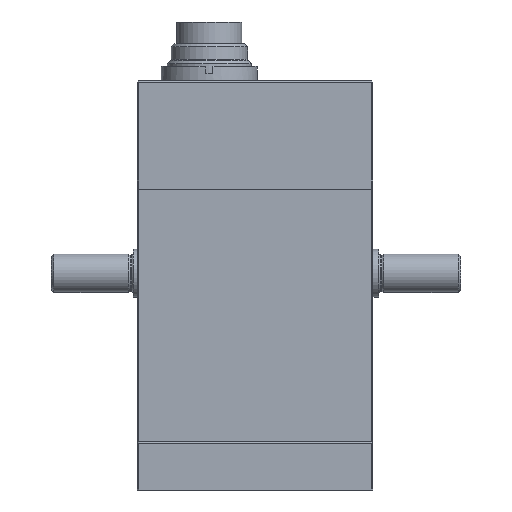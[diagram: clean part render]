
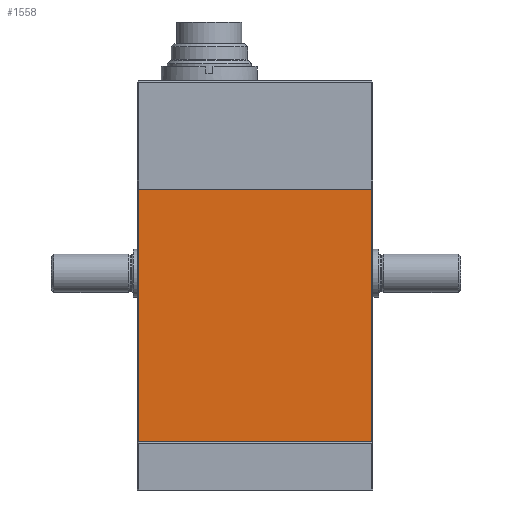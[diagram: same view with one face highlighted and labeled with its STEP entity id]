
A CAD part, left-side view. The second image highlights one B-rep face of the part: STEP entity #1558.
In plain terms, the highlighted planar face has unit normal (-1, 0, 0).
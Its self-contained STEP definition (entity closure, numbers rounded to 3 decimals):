
#1558 = ADVANCED_FACE( '', ( #3107 ), #3108, .F. );
#3107 = FACE_OUTER_BOUND( '', #4628, .T. );
#3108 = PLANE( '', #4629 );
#4628 = EDGE_LOOP( '', ( #7331, #7332, #7333, #7334 ) );
#4629 = AXIS2_PLACEMENT_3D( '', #7335, #7336, #7337 );
#7331 = ORIENTED_EDGE( '', *, *, #8402, .T. );
#7332 = ORIENTED_EDGE( '', *, *, #8159, .T. );
#7333 = ORIENTED_EDGE( '', *, *, #7977, .F. );
#7334 = ORIENTED_EDGE( '', *, *, #8682, .T. );
#7335 = CARTESIAN_POINT( '', ( -16., -24.5, 10. ) );
#7336 = DIRECTION( '', ( 1., 0., 0. ) );
#7337 = DIRECTION( '', ( 0., 0., -1. ) );
#7977 = EDGE_CURVE( '', #9183, #9184, #9185, .T. );
#8159 = EDGE_CURVE( '', #9479, #9184, #9482, .T. );
#8402 = EDGE_CURVE( '', #9839, #9479, #9840, .T. );
#8682 = EDGE_CURVE( '', #9183, #9839, #10228, .T. );
#9183 = VERTEX_POINT( '', #10829 );
#9184 = VERTEX_POINT( '', #10830 );
#9185 = LINE( '', #10831, #10832 );
#9479 = VERTEX_POINT( '', #11197 );
#9482 = LINE( '', #11202, #11203 );
#9839 = VERTEX_POINT( '', #11623 );
#9840 = LINE( '', #11624, #11625 );
#10228 = LINE( '', #12096, #12097 );
#10829 = CARTESIAN_POINT( '', ( -16., -24.2, 10. ) );
#10830 = CARTESIAN_POINT( '', ( -16., 24.2, 10. ) );
#10831 = CARTESIAN_POINT( '', ( -16., -24.5, 10. ) );
#10832 = VECTOR( '', #12574, 1000. );
#11197 = CARTESIAN_POINT( '', ( -16., 24.2, 62.5 ) );
#11202 = CARTESIAN_POINT( '', ( -16., 24.2, 10. ) );
#11203 = VECTOR( '', #12849, 1000. );
#11623 = CARTESIAN_POINT( '', ( -16., -24.2, 62.5 ) );
#11624 = CARTESIAN_POINT( '', ( -16., -24.5, 62.5 ) );
#11625 = VECTOR( '', #13177, 1000. );
#12096 = CARTESIAN_POINT( '', ( -16., -24.2, 62.5 ) );
#12097 = VECTOR( '', #13507, 1000. );
#12574 = DIRECTION( '', ( 0., 1., 0. ) );
#12849 = DIRECTION( '', ( 0., 0., -1. ) );
#13177 = DIRECTION( '', ( 0., 1., 0. ) );
#13507 = DIRECTION( '', ( 0., 0., 1. ) );
